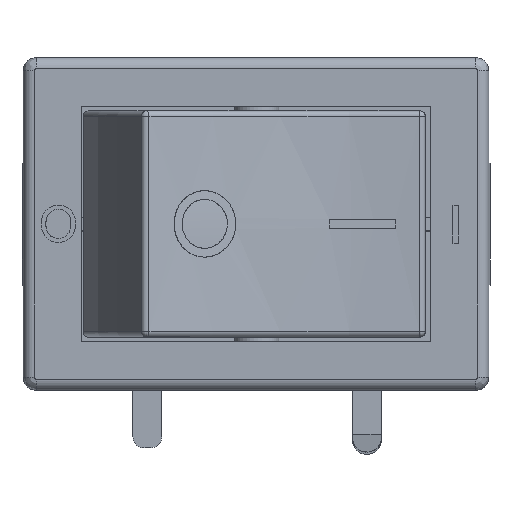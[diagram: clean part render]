
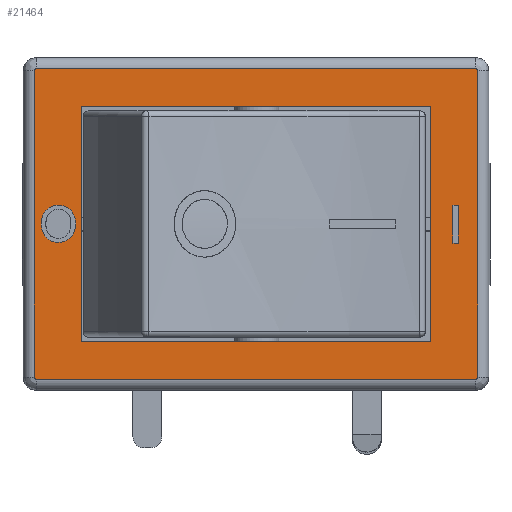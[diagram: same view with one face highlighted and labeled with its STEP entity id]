
A CAD part, top view. The second image highlights one B-rep face of the part: STEP entity #21464.
In plain terms, the highlighted planar face has unit normal (0, 0, 1).
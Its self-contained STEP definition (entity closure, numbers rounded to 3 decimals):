
#106=FACE_BOUND('',#3536,.T.);
#107=FACE_BOUND('',#3537,.T.);
#108=FACE_BOUND('',#3538,.T.);
#1054=B_SPLINE_CURVE_WITH_KNOTS('',2,(#37761,#37762,#37763,#37764),
 .UNSPECIFIED.,.F.,.F.,(3,1,3),(0.,1.,2.),.UNSPECIFIED.);
#1056=B_SPLINE_CURVE_WITH_KNOTS('',2,(#37778,#37779,#37780),
 .UNSPECIFIED.,.F.,.F.,(3,3),(0.,1.),.UNSPECIFIED.);
#1058=B_SPLINE_CURVE_WITH_KNOTS('',2,(#37793,#37794,#37795),
 .UNSPECIFIED.,.F.,.F.,(3,3),(0.,1.),.UNSPECIFIED.);
#1060=B_SPLINE_CURVE_WITH_KNOTS('',2,(#37808,#37809,#37810),
 .UNSPECIFIED.,.F.,.F.,(3,3),(0.,1.),.UNSPECIFIED.);
#1062=B_SPLINE_CURVE_WITH_KNOTS('',2,(#37823,#37824,#37825),
 .UNSPECIFIED.,.F.,.F.,(3,3),(0.,1.),.UNSPECIFIED.);
#1064=B_SPLINE_CURVE_WITH_KNOTS('',2,(#37838,#37839,#37840,#37841),
 .UNSPECIFIED.,.F.,.F.,(3,1,3),(0.,1.,2.),.UNSPECIFIED.);
#1394=CIRCLE('',#22489,0.1);
#1395=CIRCLE('',#22490,0.1);
#1396=CIRCLE('',#22491,0.1);
#1397=CIRCLE('',#22492,0.1);
#2308=FACE_OUTER_BOUND('',#3535,.T.);
#3535=EDGE_LOOP('',(#18399,#18400,#18401,#18402,#18403,#18404,#18405,#18406));
#3536=EDGE_LOOP('',(#18407,#18408,#18409,#18410));
#3537=EDGE_LOOP('',(#18411,#18412,#18413,#18414));
#3538=EDGE_LOOP('',(#18415,#18416,#18417,#18418,#18419,#18420));
#5569=LINE('',#37850,#7843);
#5573=LINE('',#37857,#7847);
#5576=LINE('',#37863,#7850);
#5578=LINE('',#37866,#7852);
#5579=LINE('',#37871,#7853);
#5580=LINE('',#37875,#7854);
#5581=LINE('',#37879,#7855);
#5582=LINE('',#37883,#7856);
#5583=LINE('',#37887,#7857);
#5584=LINE('',#37889,#7858);
#5585=LINE('',#37891,#7859);
#5586=LINE('',#37892,#7860);
#7843=VECTOR('',#25949,10.);
#7847=VECTOR('',#25955,10.);
#7850=VECTOR('',#25960,10.);
#7852=VECTOR('',#25964,10.);
#7853=VECTOR('',#25969,10.);
#7854=VECTOR('',#25972,10.);
#7855=VECTOR('',#25975,10.);
#7856=VECTOR('',#25978,10.);
#7857=VECTOR('',#25981,10.);
#7858=VECTOR('',#25982,10.);
#7859=VECTOR('',#25983,10.);
#7860=VECTOR('',#25984,10.);
#10022=VERTEX_POINT('',#37758);
#10023=VERTEX_POINT('',#37760);
#10025=VERTEX_POINT('',#37776);
#10027=VERTEX_POINT('',#37791);
#10029=VERTEX_POINT('',#37806);
#10031=VERTEX_POINT('',#37821);
#10034=VERTEX_POINT('',#37847);
#10035=VERTEX_POINT('',#37849);
#10037=VERTEX_POINT('',#37855);
#10039=VERTEX_POINT('',#37861);
#10040=VERTEX_POINT('',#37869);
#10041=VERTEX_POINT('',#37870);
#10042=VERTEX_POINT('',#37872);
#10043=VERTEX_POINT('',#37874);
#10044=VERTEX_POINT('',#37876);
#10045=VERTEX_POINT('',#37878);
#10046=VERTEX_POINT('',#37880);
#10047=VERTEX_POINT('',#37882);
#10048=VERTEX_POINT('',#37885);
#10049=VERTEX_POINT('',#37886);
#10050=VERTEX_POINT('',#37888);
#10051=VERTEX_POINT('',#37890);
#12906=EDGE_CURVE('',#10023,#10022,#1054,.T.);
#12910=EDGE_CURVE('',#10022,#10025,#1056,.T.);
#12913=EDGE_CURVE('',#10025,#10027,#1058,.T.);
#12916=EDGE_CURVE('',#10027,#10029,#1060,.T.);
#12919=EDGE_CURVE('',#10029,#10031,#1062,.T.);
#12921=EDGE_CURVE('',#10031,#10023,#1064,.T.);
#12924=EDGE_CURVE('',#10035,#10034,#5569,.T.);
#12928=EDGE_CURVE('',#10034,#10037,#5573,.T.);
#12931=EDGE_CURVE('',#10037,#10039,#5576,.T.);
#12933=EDGE_CURVE('',#10039,#10035,#5578,.T.);
#12934=EDGE_CURVE('',#10040,#10041,#5579,.T.);
#12935=EDGE_CURVE('',#10042,#10040,#1394,.T.);
#12936=EDGE_CURVE('',#10043,#10042,#5580,.T.);
#12937=EDGE_CURVE('',#10044,#10043,#1395,.T.);
#12938=EDGE_CURVE('',#10045,#10044,#5581,.T.);
#12939=EDGE_CURVE('',#10046,#10045,#1396,.T.);
#12940=EDGE_CURVE('',#10047,#10046,#5582,.T.);
#12941=EDGE_CURVE('',#10041,#10047,#1397,.T.);
#12942=EDGE_CURVE('',#10048,#10049,#5583,.T.);
#12943=EDGE_CURVE('',#10049,#10050,#5584,.T.);
#12944=EDGE_CURVE('',#10050,#10051,#5585,.T.);
#12945=EDGE_CURVE('',#10051,#10048,#5586,.T.);
#18399=ORIENTED_EDGE('',*,*,#12934,.F.);
#18400=ORIENTED_EDGE('',*,*,#12935,.F.);
#18401=ORIENTED_EDGE('',*,*,#12936,.F.);
#18402=ORIENTED_EDGE('',*,*,#12937,.F.);
#18403=ORIENTED_EDGE('',*,*,#12938,.F.);
#18404=ORIENTED_EDGE('',*,*,#12939,.F.);
#18405=ORIENTED_EDGE('',*,*,#12940,.F.);
#18406=ORIENTED_EDGE('',*,*,#12941,.F.);
#18407=ORIENTED_EDGE('',*,*,#12942,.T.);
#18408=ORIENTED_EDGE('',*,*,#12943,.T.);
#18409=ORIENTED_EDGE('',*,*,#12944,.T.);
#18410=ORIENTED_EDGE('',*,*,#12945,.T.);
#18411=ORIENTED_EDGE('',*,*,#12924,.T.);
#18412=ORIENTED_EDGE('',*,*,#12928,.T.);
#18413=ORIENTED_EDGE('',*,*,#12931,.T.);
#18414=ORIENTED_EDGE('',*,*,#12933,.T.);
#18415=ORIENTED_EDGE('',*,*,#12906,.T.);
#18416=ORIENTED_EDGE('',*,*,#12910,.T.);
#18417=ORIENTED_EDGE('',*,*,#12913,.T.);
#18418=ORIENTED_EDGE('',*,*,#12916,.T.);
#18419=ORIENTED_EDGE('',*,*,#12919,.T.);
#18420=ORIENTED_EDGE('',*,*,#12921,.T.);
#20383=PLANE('',#22488);
#21464=ADVANCED_FACE('',(#2308,#106,#107,#108),#20383,.T.);
#22488=AXIS2_PLACEMENT_3D('',#37868,#25967,#25968);
#22489=AXIS2_PLACEMENT_3D('',#37873,#25970,#25971);
#22490=AXIS2_PLACEMENT_3D('',#37877,#25973,#25974);
#22491=AXIS2_PLACEMENT_3D('',#37881,#25976,#25977);
#22492=AXIS2_PLACEMENT_3D('',#37884,#25979,#25980);
#25949=DIRECTION('',(1.,0.,0.));
#25955=DIRECTION('',(0.,-1.,0.));
#25960=DIRECTION('',(-1.,0.,0.));
#25964=DIRECTION('',(0.,1.,0.));
#25967=DIRECTION('center_axis',(0.,0.,
1.));
#25968=DIRECTION('ref_axis',(1.,0.,0.));
#25969=DIRECTION('',(0.,1.,0.));
#25970=DIRECTION('center_axis',(0.,0.,
-1.));
#25971=DIRECTION('ref_axis',(-0.707,-0.707,0.));
#25972=DIRECTION('',(-1.,0.,0.));
#25973=DIRECTION('center_axis',(0.,0.,
-1.));
#25974=DIRECTION('ref_axis',(0.707,-0.707,0.));
#25975=DIRECTION('',(0.,-1.,0.));
#25976=DIRECTION('center_axis',(0.,0.,
-1.));
#25977=DIRECTION('ref_axis',(0.707,0.707,0.));
#25978=DIRECTION('',(1.,0.,0.));
#25979=DIRECTION('center_axis',(0.,0.,
-1.));
#25980=DIRECTION('ref_axis',(-0.707,0.707,0.));
#25981=DIRECTION('',(0.,-1.,0.));
#25982=DIRECTION('',(-1.,0.,0.));
#25983=DIRECTION('',(0.,1.,0.));
#25984=DIRECTION('',(1.,0.,0.));
#37758=CARTESIAN_POINT('',(-9.681,0.005,16.));
#37760=CARTESIAN_POINT('',(-8.915,-0.831,16.));
#37761=CARTESIAN_POINT('Ctrl Pts',(-8.915,-0.831,
16.));
#37762=CARTESIAN_POINT('Ctrl Pts',(-9.258,-0.831,
16.));
#37763=CARTESIAN_POINT('Ctrl Pts',(-9.681,-0.368,
16.));
#37764=CARTESIAN_POINT('Ctrl Pts',(-9.681,0.005,
16.));
#37776=CARTESIAN_POINT('',(-9.488,0.596,16.));
#37778=CARTESIAN_POINT('Ctrl Pts',(-9.681,0.005,
16.));
#37779=CARTESIAN_POINT('Ctrl Pts',(-9.681,0.365,
16.));
#37780=CARTESIAN_POINT('Ctrl Pts',(-9.488,0.596,
16.));
#37791=CARTESIAN_POINT('',(-8.913,0.841,16.));
#37793=CARTESIAN_POINT('Ctrl Pts',(-9.488,0.596,
16.));
#37794=CARTESIAN_POINT('Ctrl Pts',(-9.277,0.841,
16.));
#37795=CARTESIAN_POINT('Ctrl Pts',(-8.913,0.841,
16.));
#37806=CARTESIAN_POINT('',(-8.329,0.587,16.));
#37808=CARTESIAN_POINT('Ctrl Pts',(-8.913,0.841,
16.));
#37809=CARTESIAN_POINT('Ctrl Pts',(-8.542,0.841,
16.));
#37810=CARTESIAN_POINT('Ctrl Pts',(-8.329,0.587,
16.));
#37821=CARTESIAN_POINT('',(-8.136,-0.009,16.));
#37823=CARTESIAN_POINT('Ctrl Pts',(-8.329,0.587,
16.));
#37824=CARTESIAN_POINT('Ctrl Pts',(-8.136,0.355,16.));
#37825=CARTESIAN_POINT('Ctrl Pts',(-8.136,-0.009,
16.));
#37838=CARTESIAN_POINT('Ctrl Pts',(-8.136,-0.009,
16.));
#37839=CARTESIAN_POINT('Ctrl Pts',(-8.136,-0.377,
16.));
#37840=CARTESIAN_POINT('Ctrl Pts',(-8.564,-0.831,
16.));
#37841=CARTESIAN_POINT('Ctrl Pts',(-8.915,-0.831,
16.));
#37847=CARTESIAN_POINT('',(9.129,0.836,16.));
#37849=CARTESIAN_POINT('',(8.881,0.836,16.));
#37850=CARTESIAN_POINT('',(4.441,0.836,16.));
#37855=CARTESIAN_POINT('',(9.129,-0.864,16.));
#37857=CARTESIAN_POINT('',(9.129,0.418,16.));
#37861=CARTESIAN_POINT('',(8.881,-0.864,16.));
#37863=CARTESIAN_POINT('',(4.564,-0.864,16.));
#37866=CARTESIAN_POINT('',(8.881,-0.432,16.));
#37868=CARTESIAN_POINT('Origin',(0.,0.,
16.));
#37869=CARTESIAN_POINT('',(-10.,-6.9,16.));
#37870=CARTESIAN_POINT('',(-10.,6.9,16.));
#37871=CARTESIAN_POINT('',(-10.,-3.45,16.));
#37872=CARTESIAN_POINT('',(-9.9,-7.,16.));
#37873=CARTESIAN_POINT('Origin',(-9.9,-6.9,16.));
#37874=CARTESIAN_POINT('',(9.9,-7.,16.));
#37875=CARTESIAN_POINT('',(4.95,-7.,16.));
#37876=CARTESIAN_POINT('',(10.,-6.9,16.));
#37877=CARTESIAN_POINT('Origin',(9.9,-6.9,16.));
#37878=CARTESIAN_POINT('',(10.,6.9,16.));
#37879=CARTESIAN_POINT('',(10.,3.45,16.));
#37880=CARTESIAN_POINT('',(9.9,7.,16.));
#37881=CARTESIAN_POINT('Origin',(9.9,6.9,16.));
#37882=CARTESIAN_POINT('',(-9.9,7.,16.));
#37883=CARTESIAN_POINT('',(-4.95,7.,16.));
#37884=CARTESIAN_POINT('Origin',(-9.9,6.9,16.));
#37885=CARTESIAN_POINT('',(7.85,5.3,16.));
#37886=CARTESIAN_POINT('',(7.85,-5.3,16.));
#37887=CARTESIAN_POINT('',(7.85,-2.65,16.));
#37888=CARTESIAN_POINT('',(-7.85,-5.3,16.));
#37889=CARTESIAN_POINT('',(-3.925,-5.3,16.));
#37890=CARTESIAN_POINT('',(-7.85,5.3,16.));
#37891=CARTESIAN_POINT('',(-7.85,2.65,16.));
#37892=CARTESIAN_POINT('',(3.925,5.3,16.));
